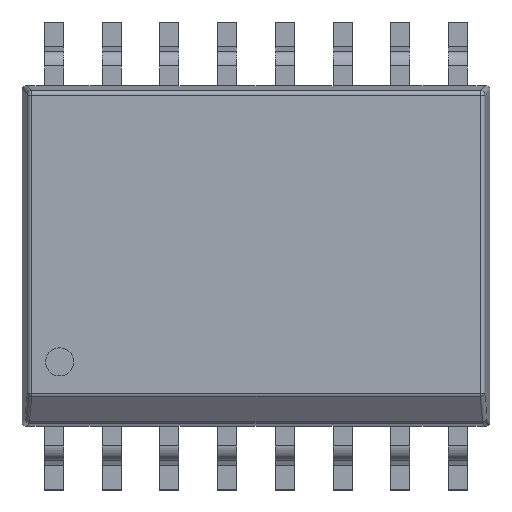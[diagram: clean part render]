
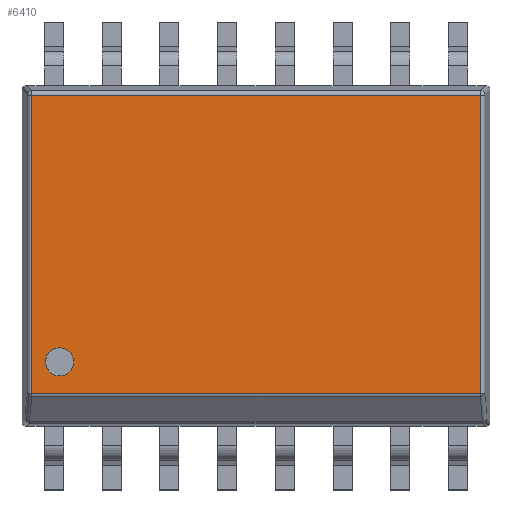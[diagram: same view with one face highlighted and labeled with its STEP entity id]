
A CAD part, top view. The second image highlights one B-rep face of the part: STEP entity #6410.
In plain terms, the highlighted planar face has unit normal (0, 0, 1).
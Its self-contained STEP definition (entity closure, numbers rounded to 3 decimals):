
#249 = CIRCLE ( 'NONE', #2355, 0.309 ) ;
#302 = LINE ( 'NONE', #6973, #2427 ) ;
#715 = EDGE_CURVE ( 'NONE', #5877, #7625, #10317, .T. ) ;
#828 = CARTESIAN_POINT ( 'NONE',  ( -4.936, -3.029, 1.175 ) ) ;
#1038 = VECTOR ( 'NONE', #13835, 1000. ) ;
#1096 = ORIENTED_EDGE ( 'NONE', *, *, #10023, .F. ) ;
#1109 = CARTESIAN_POINT ( 'NONE',  ( -4.014, -2.334, 1.175 ) ) ;
#1479 = EDGE_CURVE ( 'NONE', #11033, #2844, #2805, .T. ) ;
#1725 = EDGE_CURVE ( 'NONE', #4263, #3778, #12855, .T. ) ;
#2355 = AXIS2_PLACEMENT_3D ( 'NONE', #4853, #12698, #2532 ) ;
#2427 = VECTOR ( 'NONE', #5949, 1000. ) ;
#2532 = DIRECTION ( 'NONE',  ( 1., 0., 0. ) ) ;
#2750 = FACE_OUTER_BOUND ( 'NONE', #14384, .T. ) ;
#2805 = CIRCLE ( 'NONE', #8758, 0.309 ) ;
#2806 = CARTESIAN_POINT ( 'NONE',  ( -5.027, 3.536, 1.175 ) ) ;
#2844 = VERTEX_POINT ( 'NONE', #2981 ) ;
#2981 = CARTESIAN_POINT ( 'NONE',  ( -4.633, -2.334, 1.175 ) ) ;
#3259 = DIRECTION ( 'NONE',  ( 0., 0., 1. ) ) ;
#3778 = VERTEX_POINT ( 'NONE', #8728 ) ;
#4263 = VERTEX_POINT ( 'NONE', #828 ) ;
#4277 = ORIENTED_EDGE ( 'NONE', *, *, #9000, .T. ) ;
#4602 = LINE ( 'NONE', #12779, #6809 ) ;
#4853 = CARTESIAN_POINT ( 'NONE',  ( -4.323, -2.334, 1.175 ) ) ;
#5022 = PLANE ( 'NONE',  #14073 ) ;
#5355 = ORIENTED_EDGE ( 'NONE', *, *, #1725, .T. ) ;
#5877 = VERTEX_POINT ( 'NONE', #14055 ) ;
#5949 = DIRECTION ( 'NONE',  ( 0., -1., 0. ) ) ;
#6410 = ADVANCED_FACE ( 'NONE', ( #9029, #2750 ), #5022, .T. ) ;
#6421 = EDGE_LOOP ( 'NONE', ( #6871, #1096 ) ) ;
#6637 = CARTESIAN_POINT ( 'NONE',  ( -4.936, 3.536, 1.175 ) ) ;
#6809 = VECTOR ( 'NONE', #13911, 1000. ) ;
#6871 = ORIENTED_EDGE ( 'NONE', *, *, #1479, .F. ) ;
#6957 = ORIENTED_EDGE ( 'NONE', *, *, #14334, .T. ) ;
#6973 = CARTESIAN_POINT ( 'NONE',  ( -4.936, -3.065, 1.175 ) ) ;
#7113 = CARTESIAN_POINT ( 'NONE',  ( 0., 0., 1.175 ) ) ;
#7166 = DIRECTION ( 'NONE',  ( 1., 0., 0. ) ) ;
#7625 = VERTEX_POINT ( 'NONE', #6637 ) ;
#8728 = CARTESIAN_POINT ( 'NONE',  ( 4.936, -3.029, 1.175 ) ) ;
#8758 = AXIS2_PLACEMENT_3D ( 'NONE', #13304, #3259, #14278 ) ;
#9000 = EDGE_CURVE ( 'NONE', #7625, #4263, #302, .T. ) ;
#9029 = FACE_BOUND ( 'NONE', #6421, .T. ) ;
#9288 = VECTOR ( 'NONE', #10572, 1000. ) ;
#9427 = CARTESIAN_POINT ( 'NONE',  ( 0., -3.029, 1.175 ) ) ;
#10023 = EDGE_CURVE ( 'NONE', #2844, #11033, #249, .T. ) ;
#10317 = LINE ( 'NONE', #2806, #9288 ) ;
#10375 = DIRECTION ( 'NONE',  ( 0., 0., 1. ) ) ;
#10572 = DIRECTION ( 'NONE',  ( -1., 0., 0. ) ) ;
#11033 = VERTEX_POINT ( 'NONE', #1109 ) ;
#11239 = ORIENTED_EDGE ( 'NONE', *, *, #715, .T. ) ;
#12698 = DIRECTION ( 'NONE',  ( 0., 0., 1. ) ) ;
#12779 = CARTESIAN_POINT ( 'NONE',  ( 4.936, 3.627, 1.175 ) ) ;
#12855 = LINE ( 'NONE', #9427, #1038 ) ;
#13304 = CARTESIAN_POINT ( 'NONE',  ( -4.323, -2.334, 1.175 ) ) ;
#13835 = DIRECTION ( 'NONE',  ( 1., 0., 0. ) ) ;
#13911 = DIRECTION ( 'NONE',  ( 0., 1., 0. ) ) ;
#14055 = CARTESIAN_POINT ( 'NONE',  ( 4.936, 3.536, 1.175 ) ) ;
#14073 = AXIS2_PLACEMENT_3D ( 'NONE', #7113, #10375, #7166 ) ;
#14278 = DIRECTION ( 'NONE',  ( 1., 0., 0. ) ) ;
#14334 = EDGE_CURVE ( 'NONE', #3778, #5877, #4602, .T. ) ;
#14384 = EDGE_LOOP ( 'NONE', ( #6957, #11239, #4277, #5355 ) ) ;
